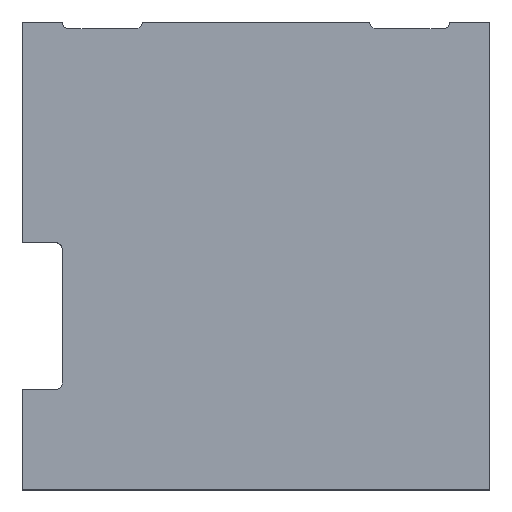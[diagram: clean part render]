
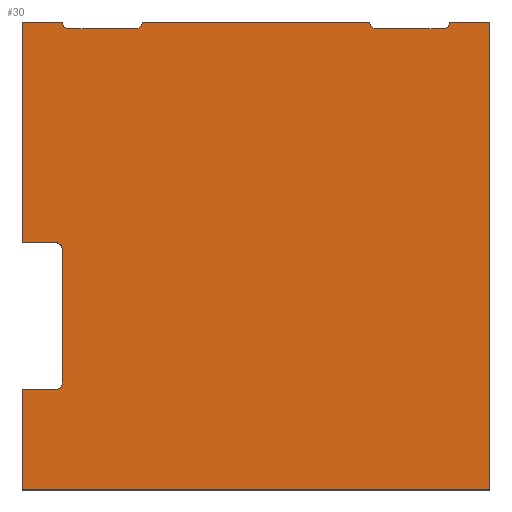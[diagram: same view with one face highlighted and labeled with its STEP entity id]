
A CAD part, top view. The second image highlights one B-rep face of the part: STEP entity #30.
In plain terms, the highlighted planar face has unit normal (0, 0, 1).
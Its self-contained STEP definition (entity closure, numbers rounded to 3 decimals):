
#4 = DIRECTION ( 'NONE',  ( 1., 0., 0. ) ) ;
#7 = CARTESIAN_POINT ( 'NONE',  ( 0., 34., 10. ) ) ;
#8 = DIRECTION ( 'NONE',  ( 0., 0., -1. ) ) ;
#21 = LINE ( 'NONE', #330, #227 ) ;
#30 = ADVANCED_FACE ( 'NONE', ( #604 ), #84, .T. ) ;
#39 = CARTESIAN_POINT ( 'NONE',  ( 35., -35., 10. ) ) ;
#40 = CARTESIAN_POINT ( 'NONE',  ( -29., 35., 10. ) ) ;
#42 = DIRECTION ( 'NONE',  ( 1., 0., 0. ) ) ;
#44 = EDGE_CURVE ( 'NONE', #594, #65, #561, .T. ) ;
#47 = VERTEX_POINT ( 'NONE', #415 ) ;
#53 = CARTESIAN_POINT ( 'NONE',  ( -29., 1., 10. ) ) ;
#56 = LINE ( 'NONE', #258, #493 ) ;
#59 = VECTOR ( 'NONE', #495, 1000. ) ;
#60 = CIRCLE ( 'NONE', #447, 1. ) ;
#63 = DIRECTION ( 'NONE',  ( 0., 0., -1. ) ) ;
#64 = CARTESIAN_POINT ( 'NONE',  ( 0., -20., 10. ) ) ;
#65 = VERTEX_POINT ( 'NONE', #462 ) ;
#75 = VERTEX_POINT ( 'NONE', #622 ) ;
#78 = ORIENTED_EDGE ( 'NONE', *, *, #352, .F. ) ;
#83 = LINE ( 'NONE', #567, #218 ) ;
#84 = PLANE ( 'NONE',  #588 ) ;
#87 = AXIS2_PLACEMENT_3D ( 'NONE', #112, #8, #534 ) ;
#93 = EDGE_CURVE ( 'NONE', #75, #47, #120, .T. ) ;
#100 = VERTEX_POINT ( 'NONE', #565 ) ;
#102 = CARTESIAN_POINT ( 'NONE',  ( -18., 35., 10. ) ) ;
#112 = CARTESIAN_POINT ( 'NONE',  ( -30., -19., 10. ) ) ;
#113 = ORIENTED_EDGE ( 'NONE', *, *, #535, .T. ) ;
#114 = CARTESIAN_POINT ( 'NONE',  ( 0., 35., 10. ) ) ;
#118 = LINE ( 'NONE', #275, #466 ) ;
#120 = CIRCLE ( 'NONE', #515, 1. ) ;
#124 = DIRECTION ( 'NONE',  ( 1., 0., 0. ) ) ;
#126 = AXIS2_PLACEMENT_3D ( 'NONE', #644, #599, #174 ) ;
#129 = CARTESIAN_POINT ( 'NONE',  ( 0., 0., 10. ) ) ;
#137 = EDGE_CURVE ( 'NONE', #383, #395, #60, .T. ) ;
#142 = VECTOR ( 'NONE', #516, 1000. ) ;
#143 = CARTESIAN_POINT ( 'NONE',  ( -35., -35., 10. ) ) ;
#146 = EDGE_CURVE ( 'NONE', #643, #675, #305, .T. ) ;
#147 = DIRECTION ( 'NONE',  ( 0., -1., 0. ) ) ;
#150 = CARTESIAN_POINT ( 'NONE',  ( 0., 2., 10. ) ) ;
#155 = DIRECTION ( 'NONE',  ( 1., 0., 0. ) ) ;
#160 = VERTEX_POINT ( 'NONE', #40 ) ;
#163 = CARTESIAN_POINT ( 'NONE',  ( -35., 0., 10. ) ) ;
#167 = DIRECTION ( 'NONE',  ( 0., -1., 0. ) ) ;
#170 = ORIENTED_EDGE ( 'NONE', *, *, #281, .F. ) ;
#174 = DIRECTION ( 'NONE',  ( 1., 0., 0. ) ) ;
#180 = CIRCLE ( 'NONE', #236, 1. ) ;
#183 = CIRCLE ( 'NONE', #595, 1. ) ;
#188 = CARTESIAN_POINT ( 'NONE',  ( -35., 2., 10. ) ) ;
#198 = DIRECTION ( 'NONE',  ( 0., 0., -1. ) ) ;
#199 = ORIENTED_EDGE ( 'NONE', *, *, #291, .T. ) ;
#200 = EDGE_CURVE ( 'NONE', #100, #551, #371, .T. ) ;
#201 = DIRECTION ( 'NONE',  ( 1., 0., 0. ) ) ;
#218 = VECTOR ( 'NONE', #42, 1000. ) ;
#222 = ORIENTED_EDGE ( 'NONE', *, *, #419, .T. ) ;
#227 = VECTOR ( 'NONE', #232, 1000. ) ;
#232 = DIRECTION ( 'NONE',  ( 1., 0., 0. ) ) ;
#234 = DIRECTION ( 'NONE',  ( 1., 0., 0. ) ) ;
#236 = AXIS2_PLACEMENT_3D ( 'NONE', #102, #63, #533 ) ;
#243 = VERTEX_POINT ( 'NONE', #477 ) ;
#247 = CARTESIAN_POINT ( 'NONE',  ( -28., 34., 10. ) ) ;
#258 = CARTESIAN_POINT ( 'NONE',  ( 0., 34., 10. ) ) ;
#262 = VECTOR ( 'NONE', #267, 1000. ) ;
#267 = DIRECTION ( 'NONE',  ( 1., 0., 0. ) ) ;
#271 = ORIENTED_EDGE ( 'NONE', *, *, #422, .F. ) ;
#275 = CARTESIAN_POINT ( 'NONE',  ( -35., 0., 10. ) ) ;
#278 = ORIENTED_EDGE ( 'NONE', *, *, #385, .F. ) ;
#280 = EDGE_LOOP ( 'NONE', ( #278, #559, #170, #314, #271, #482, #405, #199, #378, #222, #592, #648, #498, #416, #78, #439, #113, #287 ) ) ;
#281 = EDGE_CURVE ( 'NONE', #383, #47, #56, .T. ) ;
#287 = ORIENTED_EDGE ( 'NONE', *, *, #368, .F. ) ;
#291 = EDGE_CURVE ( 'NONE', #540, #160, #183, .T. ) ;
#293 = DIRECTION ( 'NONE',  ( 0., 0., -1. ) ) ;
#305 = LINE ( 'NONE', #572, #586 ) ;
#314 = ORIENTED_EDGE ( 'NONE', *, *, #137, .T. ) ;
#316 = LINE ( 'NONE', #64, #262 ) ;
#319 = CARTESIAN_POINT ( 'NONE',  ( -35., 35., 10. ) ) ;
#323 = VERTEX_POINT ( 'NONE', #319 ) ;
#330 = CARTESIAN_POINT ( 'NONE',  ( 0., 35., 10. ) ) ;
#336 = DIRECTION ( 'NONE',  ( 0., 0., 1. ) ) ;
#341 = EDGE_CURVE ( 'NONE', #675, #555, #513, .T. ) ;
#343 = CARTESIAN_POINT ( 'NONE',  ( 18., 35., 10. ) ) ;
#345 = VECTOR ( 'NONE', #167, 1000. ) ;
#346 = CARTESIAN_POINT ( 'NONE',  ( 28., 35., 10. ) ) ;
#352 = EDGE_CURVE ( 'NONE', #100, #555, #316, .T. ) ;
#368 = EDGE_CURVE ( 'NONE', #578, #532, #487, .T. ) ;
#369 = CARTESIAN_POINT ( 'NONE',  ( -29., -19., 10. ) ) ;
#371 = LINE ( 'NONE', #163, #501 ) ;
#376 = LINE ( 'NONE', #114, #59 ) ;
#377 = EDGE_CURVE ( 'NONE', #323, #160, #376, .T. ) ;
#378 = ORIENTED_EDGE ( 'NONE', *, *, #377, .F. ) ;
#383 = VERTEX_POINT ( 'NONE', #442 ) ;
#385 = EDGE_CURVE ( 'NONE', #75, #578, #21, .T. ) ;
#387 = CARTESIAN_POINT ( 'NONE',  ( 0., 35., 10. ) ) ;
#389 = EDGE_CURVE ( 'NONE', #65, #643, #457, .T. ) ;
#391 = CARTESIAN_POINT ( 'NONE',  ( 17., 35., 10. ) ) ;
#395 = VERTEX_POINT ( 'NONE', #391 ) ;
#405 = ORIENTED_EDGE ( 'NONE', *, *, #637, .F. ) ;
#408 = CARTESIAN_POINT ( 'NONE',  ( -30., -20., 10. ) ) ;
#415 = CARTESIAN_POINT ( 'NONE',  ( 28., 34., 10. ) ) ;
#416 = ORIENTED_EDGE ( 'NONE', *, *, #341, .T. ) ;
#419 = EDGE_CURVE ( 'NONE', #323, #594, #118, .T. ) ;
#422 = EDGE_CURVE ( 'NONE', #640, #395, #651, .T. ) ;
#429 = CARTESIAN_POINT ( 'NONE',  ( -28., 35., 10. ) ) ;
#438 = DIRECTION ( 'NONE',  ( 0., -1., 0. ) ) ;
#439 = ORIENTED_EDGE ( 'NONE', *, *, #200, .T. ) ;
#442 = CARTESIAN_POINT ( 'NONE',  ( 18., 34., 10. ) ) ;
#447 = AXIS2_PLACEMENT_3D ( 'NONE', #343, #198, #471 ) ;
#457 = CIRCLE ( 'NONE', #126, 1. ) ;
#462 = CARTESIAN_POINT ( 'NONE',  ( -30., 2., 10. ) ) ;
#466 = VECTOR ( 'NONE', #438, 1000. ) ;
#471 = DIRECTION ( 'NONE',  ( 1., 0., 0. ) ) ;
#477 = CARTESIAN_POINT ( 'NONE',  ( -18., 34., 10. ) ) ;
#482 = ORIENTED_EDGE ( 'NONE', *, *, #656, .T. ) ;
#487 = LINE ( 'NONE', #639, #345 ) ;
#489 = VECTOR ( 'NONE', #124, 1000. ) ;
#491 = VECTOR ( 'NONE', #155, 1000. ) ;
#493 = VECTOR ( 'NONE', #577, 1000. ) ;
#495 = DIRECTION ( 'NONE',  ( 1., 0., 0. ) ) ;
#498 = ORIENTED_EDGE ( 'NONE', *, *, #146, .T. ) ;
#501 = VECTOR ( 'NONE', #591, 1000. ) ;
#513 = CIRCLE ( 'NONE', #87, 1. ) ;
#515 = AXIS2_PLACEMENT_3D ( 'NONE', #346, #293, #201 ) ;
#516 = DIRECTION ( 'NONE',  ( 1., 0., 0. ) ) ;
#532 = VERTEX_POINT ( 'NONE', #39 ) ;
#533 = DIRECTION ( 'NONE',  ( 1., 0., 0. ) ) ;
#534 = DIRECTION ( 'NONE',  ( 1., 0., 0. ) ) ;
#535 = EDGE_CURVE ( 'NONE', #551, #532, #83, .T. ) ;
#540 = VERTEX_POINT ( 'NONE', #247 ) ;
#551 = VERTEX_POINT ( 'NONE', #143 ) ;
#555 = VERTEX_POINT ( 'NONE', #408 ) ;
#559 = ORIENTED_EDGE ( 'NONE', *, *, #93, .T. ) ;
#561 = LINE ( 'NONE', #150, #142 ) ;
#565 = CARTESIAN_POINT ( 'NONE',  ( -35., -20., 10. ) ) ;
#567 = CARTESIAN_POINT ( 'NONE',  ( 0., -35., 10. ) ) ;
#572 = CARTESIAN_POINT ( 'NONE',  ( -29., 0., 10. ) ) ;
#577 = DIRECTION ( 'NONE',  ( 1., 0., 0. ) ) ;
#578 = VERTEX_POINT ( 'NONE', #672 ) ;
#579 = CARTESIAN_POINT ( 'NONE',  ( -17., 35., 10. ) ) ;
#586 = VECTOR ( 'NONE', #147, 1000. ) ;
#588 = AXIS2_PLACEMENT_3D ( 'NONE', #129, #336, #234 ) ;
#591 = DIRECTION ( 'NONE',  ( 0., -1., 0. ) ) ;
#592 = ORIENTED_EDGE ( 'NONE', *, *, #44, .T. ) ;
#594 = VERTEX_POINT ( 'NONE', #188 ) ;
#595 = AXIS2_PLACEMENT_3D ( 'NONE', #429, #635, #4 ) ;
#599 = DIRECTION ( 'NONE',  ( 0., 0., -1. ) ) ;
#604 = FACE_OUTER_BOUND ( 'NONE', #280, .T. ) ;
#622 = CARTESIAN_POINT ( 'NONE',  ( 29., 35., 10. ) ) ;
#635 = DIRECTION ( 'NONE',  ( 0., 0., -1. ) ) ;
#637 = EDGE_CURVE ( 'NONE', #540, #243, #638, .T. ) ;
#638 = LINE ( 'NONE', #7, #491 ) ;
#639 = CARTESIAN_POINT ( 'NONE',  ( 35., 0., 10. ) ) ;
#640 = VERTEX_POINT ( 'NONE', #579 ) ;
#643 = VERTEX_POINT ( 'NONE', #53 ) ;
#644 = CARTESIAN_POINT ( 'NONE',  ( -30., 1., 10. ) ) ;
#648 = ORIENTED_EDGE ( 'NONE', *, *, #389, .T. ) ;
#651 = LINE ( 'NONE', #387, #489 ) ;
#656 = EDGE_CURVE ( 'NONE', #640, #243, #180, .T. ) ;
#672 = CARTESIAN_POINT ( 'NONE',  ( 35., 35., 10. ) ) ;
#675 = VERTEX_POINT ( 'NONE', #369 ) ;
